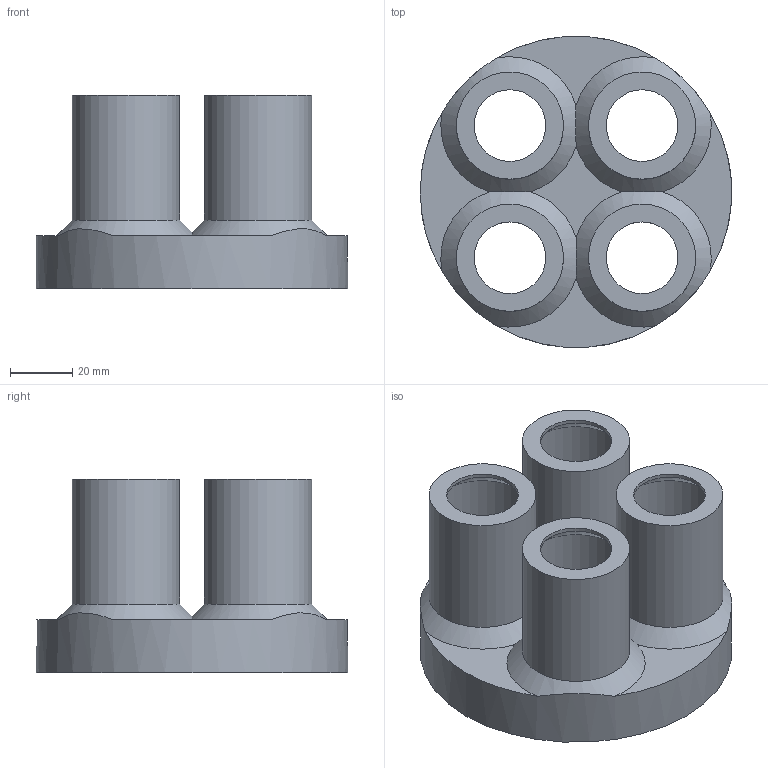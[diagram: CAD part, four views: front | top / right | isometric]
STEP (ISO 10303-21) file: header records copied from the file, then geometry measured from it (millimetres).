
FILE_DESCRIPTION(/* description */ ('','CAx-IF Rec.Pracs.---Representation and Presentation of Product Manufacturing Information (PMI)---4.0---2014-10-13'),/* implementation_level */ '2;1');
FILE_NAME(/* name */ 'Cam Barrel Plate.stp',/* time_stamp */ '2022-05-22T14:39:12-04:00',/* author */ ('smiku'),/* organization */ (''),/* preprocessor_version */ 'ST-DEVELOPER v18.1',/* originating_system */ 'Autodesk Inventor 2022',/* authorisation */ '');
FILE_SCHEMA (('AP242_MANAGED_MODEL_BASED_3D_ENGINEERING_MIM_LF { 1 0 10303 442 1 1 4 }'));
Length unit declared in the file: millimetre
Products named in the file (1): Cam Barrel Plate
Bounding box: 100 x 100 x 62 mm (x, y, z)
Volume: 112181 mm3; surface area: 60229.1 mm2
Topology: 1 solids, 1 shells, 39 faces, 91 edges, 58 vertices
Faces by surface type: cylinder 17, plane 14, cone 8
Full cylindrical faces by diameter (mm): 4 x4, 23 x4, 32 x4, 34.4 x4, 100 x1
Entity records: 1350 total; most frequent: CARTESIAN_POINT 292, DIRECTION 243, ORIENTED_EDGE 182, AXIS2_PLACEMENT_3D 109, EDGE_CURVE 91, VERTEX_POINT 58, CIRCLE 56, EDGE_LOOP 51
